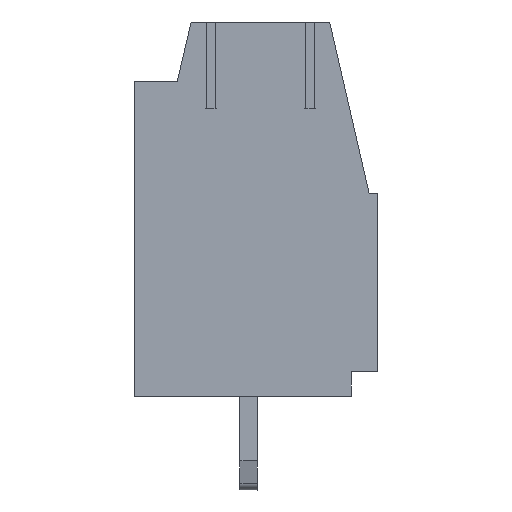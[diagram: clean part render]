
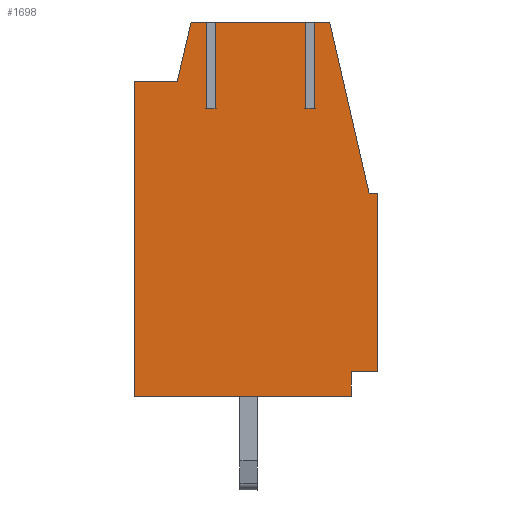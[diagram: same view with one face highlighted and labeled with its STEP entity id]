
A CAD part, left-side view. The second image highlights one B-rep face of the part: STEP entity #1698.
In plain terms, the highlighted planar face has unit normal (-1, 0, 0).
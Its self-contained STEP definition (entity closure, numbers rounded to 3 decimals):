
#1550=AXIS2_PLACEMENT_3D('Plane Axis2P3D',#1547,#1548,#1549) ;
#1547=CARTESIAN_POINT('Axis2P3D Location',(0.,8.3,0.)) ;
#1552=CARTESIAN_POINT('Line Origine',(0.,4.,16.)) ;
#1556=CARTESIAN_POINT('Vertex',(0.,2.45,16.)) ;
#1558=CARTESIAN_POINT('Vertex',(0.,5.55,16.)) ;
#1561=CARTESIAN_POINT('Line Origine',(0.,5.55,14.525)) ;
#1565=CARTESIAN_POINT('Vertex',(0.,5.55,13.05)) ;
#1568=CARTESIAN_POINT('Line Origine',(0.,5.7,13.05)) ;
#1572=CARTESIAN_POINT('Vertex',(0.,5.85,13.05)) ;
#1575=CARTESIAN_POINT('Line Origine',(0.,5.85,14.525)) ;
#1579=CARTESIAN_POINT('Vertex',(0.,5.85,16.)) ;
#1582=CARTESIAN_POINT('Line Origine',(0.,6.11,16.)) ;
#1586=CARTESIAN_POINT('Vertex',(0.,6.37,16.)) ;
#1589=CARTESIAN_POINT('Line Origine',(0.,6.607,14.975)) ;
#1593=CARTESIAN_POINT('Vertex',(0.,6.844,13.95)) ;
#1596=CARTESIAN_POINT('Line Origine',(0.,7.572,13.95)) ;
#1600=CARTESIAN_POINT('Vertex',(0.,8.3,13.95)) ;
#1603=CARTESIAN_POINT('Line Origine',(0.,8.3,8.575)) ;
#1607=CARTESIAN_POINT('Vertex',(0.,8.3,3.2)) ;
#1610=CARTESIAN_POINT('Line Origine',(0.,4.6,3.2)) ;
#1614=CARTESIAN_POINT('Vertex',(0.,0.9,3.2)) ;
#1617=CARTESIAN_POINT('Line Origine',(0.,0.9,3.626)) ;
#1621=CARTESIAN_POINT('Vertex',(0.,0.9,4.052)) ;
#1624=CARTESIAN_POINT('Line Origine',(0.,0.45,4.052)) ;
#1628=CARTESIAN_POINT('Vertex',(0.,0.,4.052)) ;
#1631=CARTESIAN_POINT('Line Origine',(0.,0.,7.101)) ;
#1635=CARTESIAN_POINT('Vertex',(0.,0.,10.15)) ;
#1638=CARTESIAN_POINT('Line Origine',(0.,0.14,10.15)) ;
#1642=CARTESIAN_POINT('Vertex',(0.,0.28,10.15)) ;
#1645=CARTESIAN_POINT('Line Origine',(0.,0.956,13.075)) ;
#1649=CARTESIAN_POINT('Vertex',(0.,1.631,16.)) ;
#1652=CARTESIAN_POINT('Line Origine',(0.,1.89,16.)) ;
#1656=CARTESIAN_POINT('Vertex',(0.,2.15,16.)) ;
#1659=CARTESIAN_POINT('Line Origine',(0.,2.15,14.525)) ;
#1663=CARTESIAN_POINT('Vertex',(0.,2.15,13.05)) ;
#1666=CARTESIAN_POINT('Line Origine',(0.,2.3,13.05)) ;
#1670=CARTESIAN_POINT('Vertex',(0.,2.45,13.05)) ;
#1673=CARTESIAN_POINT('Line Origine',(0.,2.45,14.525)) ;
#1548=DIRECTION('Axis2P3D Direction',(-1.,0.,0.)) ;
#1549=DIRECTION('Axis2P3D XDirection',(0.,-1.,0.)) ;
#1553=DIRECTION('Vector Direction',(0.,1.,0.)) ;
#1562=DIRECTION('Vector Direction',(0.,0.,-1.)) ;
#1569=DIRECTION('Vector Direction',(0.,1.,0.)) ;
#1576=DIRECTION('Vector Direction',(0.,0.,-1.)) ;
#1583=DIRECTION('Vector Direction',(0.,1.,0.)) ;
#1590=DIRECTION('Vector Direction',(0.,0.225,-0.974)) ;
#1597=DIRECTION('Vector Direction',(0.,1.,0.)) ;
#1604=DIRECTION('Vector Direction',(0.,0.,-1.)) ;
#1611=DIRECTION('Vector Direction',(0.,-1.,0.)) ;
#1618=DIRECTION('Vector Direction',(0.,0.,1.)) ;
#1625=DIRECTION('Vector Direction',(0.,-1.,0.)) ;
#1632=DIRECTION('Vector Direction',(0.,0.,1.)) ;
#1639=DIRECTION('Vector Direction',(0.,1.,0.)) ;
#1646=DIRECTION('Vector Direction',(0.,0.225,0.974)) ;
#1653=DIRECTION('Vector Direction',(0.,1.,0.)) ;
#1660=DIRECTION('Vector Direction',(0.,0.,-1.)) ;
#1667=DIRECTION('Vector Direction',(0.,1.,0.)) ;
#1674=DIRECTION('Vector Direction',(0.,0.,-1.)) ;
#1554=VECTOR('Line Direction',#1553,1.) ;
#1563=VECTOR('Line Direction',#1562,1.) ;
#1570=VECTOR('Line Direction',#1569,1.) ;
#1577=VECTOR('Line Direction',#1576,1.) ;
#1584=VECTOR('Line Direction',#1583,1.) ;
#1591=VECTOR('Line Direction',#1590,1.) ;
#1598=VECTOR('Line Direction',#1597,1.) ;
#1605=VECTOR('Line Direction',#1604,1.) ;
#1612=VECTOR('Line Direction',#1611,1.) ;
#1619=VECTOR('Line Direction',#1618,1.) ;
#1626=VECTOR('Line Direction',#1625,1.) ;
#1633=VECTOR('Line Direction',#1632,1.) ;
#1640=VECTOR('Line Direction',#1639,1.) ;
#1647=VECTOR('Line Direction',#1646,1.) ;
#1654=VECTOR('Line Direction',#1653,1.) ;
#1661=VECTOR('Line Direction',#1660,1.) ;
#1668=VECTOR('Line Direction',#1667,1.) ;
#1675=VECTOR('Line Direction',#1674,1.) ;
#1679=ORIENTED_EDGE('',*,*,#1560,.T.) ;
#1680=ORIENTED_EDGE('',*,*,#1567,.T.) ;
#1681=ORIENTED_EDGE('',*,*,#1574,.T.) ;
#1682=ORIENTED_EDGE('',*,*,#1581,.F.) ;
#1683=ORIENTED_EDGE('',*,*,#1588,.T.) ;
#1684=ORIENTED_EDGE('',*,*,#1595,.T.) ;
#1685=ORIENTED_EDGE('',*,*,#1602,.T.) ;
#1686=ORIENTED_EDGE('',*,*,#1609,.T.) ;
#1687=ORIENTED_EDGE('',*,*,#1616,.T.) ;
#1688=ORIENTED_EDGE('',*,*,#1623,.T.) ;
#1689=ORIENTED_EDGE('',*,*,#1630,.T.) ;
#1690=ORIENTED_EDGE('',*,*,#1637,.T.) ;
#1691=ORIENTED_EDGE('',*,*,#1644,.T.) ;
#1692=ORIENTED_EDGE('',*,*,#1651,.T.) ;
#1693=ORIENTED_EDGE('',*,*,#1658,.T.) ;
#1694=ORIENTED_EDGE('',*,*,#1665,.T.) ;
#1695=ORIENTED_EDGE('',*,*,#1672,.T.) ;
#1696=ORIENTED_EDGE('',*,*,#1677,.F.) ;
#1698=ADVANCED_FACE('2_Pole_Body',(#1697),#1551,.T.) ;
#1560=EDGE_CURVE('',#1557,#1559,#1555,.T.) ;
#1567=EDGE_CURVE('',#1559,#1566,#1564,.T.) ;
#1574=EDGE_CURVE('',#1566,#1573,#1571,.T.) ;
#1581=EDGE_CURVE('',#1580,#1573,#1578,.T.) ;
#1588=EDGE_CURVE('',#1580,#1587,#1585,.T.) ;
#1595=EDGE_CURVE('',#1587,#1594,#1592,.T.) ;
#1602=EDGE_CURVE('',#1594,#1601,#1599,.T.) ;
#1609=EDGE_CURVE('',#1601,#1608,#1606,.T.) ;
#1616=EDGE_CURVE('',#1608,#1615,#1613,.T.) ;
#1623=EDGE_CURVE('',#1615,#1622,#1620,.T.) ;
#1630=EDGE_CURVE('',#1622,#1629,#1627,.T.) ;
#1637=EDGE_CURVE('',#1629,#1636,#1634,.T.) ;
#1644=EDGE_CURVE('',#1636,#1643,#1641,.T.) ;
#1651=EDGE_CURVE('',#1643,#1650,#1648,.T.) ;
#1658=EDGE_CURVE('',#1650,#1657,#1655,.T.) ;
#1665=EDGE_CURVE('',#1657,#1664,#1662,.T.) ;
#1672=EDGE_CURVE('',#1664,#1671,#1669,.T.) ;
#1677=EDGE_CURVE('',#1557,#1671,#1676,.T.) ;
#1678=EDGE_LOOP('',(#1679,#1680,#1681,#1682,#1683,#1684,#1685,#1686,#1687,#1688,#1689,#1690,#1691,#1692,#1693,#1694,#1695,#1696)) ;
#1697=FACE_OUTER_BOUND('',#1678,.T.) ;
#1555=LINE('Line',#1552,#1554) ;
#1564=LINE('Line',#1561,#1563) ;
#1571=LINE('Line',#1568,#1570) ;
#1578=LINE('Line',#1575,#1577) ;
#1585=LINE('Line',#1582,#1584) ;
#1592=LINE('Line',#1589,#1591) ;
#1599=LINE('Line',#1596,#1598) ;
#1606=LINE('Line',#1603,#1605) ;
#1613=LINE('Line',#1610,#1612) ;
#1620=LINE('Line',#1617,#1619) ;
#1627=LINE('Line',#1624,#1626) ;
#1634=LINE('Line',#1631,#1633) ;
#1641=LINE('Line',#1638,#1640) ;
#1648=LINE('Line',#1645,#1647) ;
#1655=LINE('Line',#1652,#1654) ;
#1662=LINE('Line',#1659,#1661) ;
#1669=LINE('Line',#1666,#1668) ;
#1676=LINE('Line',#1673,#1675) ;
#1551=PLANE('',#1550) ;
#1557=VERTEX_POINT('',#1556) ;
#1559=VERTEX_POINT('',#1558) ;
#1566=VERTEX_POINT('',#1565) ;
#1573=VERTEX_POINT('',#1572) ;
#1580=VERTEX_POINT('',#1579) ;
#1587=VERTEX_POINT('',#1586) ;
#1594=VERTEX_POINT('',#1593) ;
#1601=VERTEX_POINT('',#1600) ;
#1608=VERTEX_POINT('',#1607) ;
#1615=VERTEX_POINT('',#1614) ;
#1622=VERTEX_POINT('',#1621) ;
#1629=VERTEX_POINT('',#1628) ;
#1636=VERTEX_POINT('',#1635) ;
#1643=VERTEX_POINT('',#1642) ;
#1650=VERTEX_POINT('',#1649) ;
#1657=VERTEX_POINT('',#1656) ;
#1664=VERTEX_POINT('',#1663) ;
#1671=VERTEX_POINT('',#1670) ;
